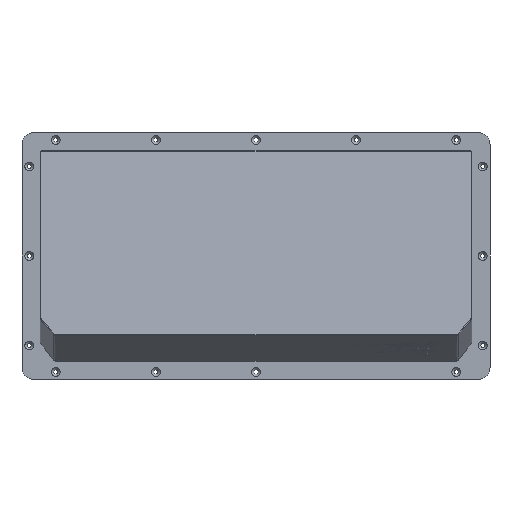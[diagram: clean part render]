
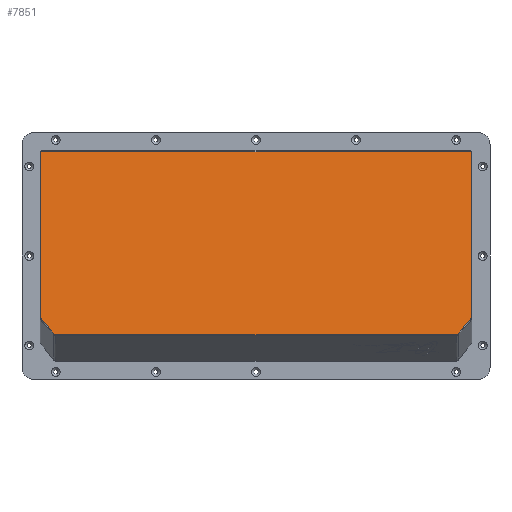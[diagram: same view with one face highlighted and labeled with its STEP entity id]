
A CAD part, front view. The second image highlights one B-rep face of the part: STEP entity #7851.
In plain terms, the highlighted planar face has unit normal (0, -0.99, 0.139).
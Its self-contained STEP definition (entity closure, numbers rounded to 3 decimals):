
#541=PLANE('',#8368);
#609=ELLIPSE('',#8330,1.711,1.5);
#612=ELLIPSE('',#8337,1.711,1.5);
#614=ELLIPSE('',#8342,1.711,1.5);
#616=ELLIPSE('',#8347,0.505,0.5);
#618=ELLIPSE('',#8352,0.505,0.5);
#620=ELLIPSE('',#8357,1.711,1.5);
#753=FACE_OUTER_BOUND('',#1205,.T.);
#1205=EDGE_LOOP('',(#5488,#5489,#5490,#5491,#5492,#5493,#5494,#5495,#5496,
#5497,#5498,#5499));
#2140=LINE('',#12988,#2623);
#2142=LINE('',#13019,#2625);
#2144=LINE('',#13050,#2627);
#2146=LINE('',#13086,#2629);
#2148=LINE('',#13122,#2631);
#2150=LINE('',#13150,#2633);
#2623=VECTOR('',#9054,10.);
#2625=VECTOR('',#9066,10.);
#2627=VECTOR('',#9078,10.);
#2629=VECTOR('',#9090,10.);
#2631=VECTOR('',#9102,10.);
#2633=VECTOR('',#9112,10.);
#3238=VERTEX_POINT('',#12976);
#3239=VERTEX_POINT('',#12978);
#3241=VERTEX_POINT('',#12984);
#3243=VERTEX_POINT('',#13009);
#3245=VERTEX_POINT('',#13015);
#3247=VERTEX_POINT('',#13040);
#3249=VERTEX_POINT('',#13046);
#3251=VERTEX_POINT('',#13076);
#3253=VERTEX_POINT('',#13082);
#3255=VERTEX_POINT('',#13112);
#3257=VERTEX_POINT('',#13118);
#3259=VERTEX_POINT('',#13143);
#4115=EDGE_CURVE('',#3238,#3239,#609,.T.);
#4120=EDGE_CURVE('',#3239,#3241,#2140,.T.);
#4123=EDGE_CURVE('',#3241,#3243,#612,.T.);
#4126=EDGE_CURVE('',#3243,#3245,#2142,.T.);
#4129=EDGE_CURVE('',#3245,#3247,#614,.T.);
#4132=EDGE_CURVE('',#3247,#3249,#2144,.T.);
#4135=EDGE_CURVE('',#3249,#3251,#616,.T.);
#4138=EDGE_CURVE('',#3251,#3253,#2146,.T.);
#4141=EDGE_CURVE('',#3253,#3255,#618,.T.);
#4144=EDGE_CURVE('',#3255,#3257,#2148,.T.);
#4147=EDGE_CURVE('',#3257,#3259,#620,.T.);
#4149=EDGE_CURVE('',#3259,#3238,#2150,.T.);
#5488=ORIENTED_EDGE('',*,*,#4115,.F.);
#5489=ORIENTED_EDGE('',*,*,#4149,.F.);
#5490=ORIENTED_EDGE('',*,*,#4147,.F.);
#5491=ORIENTED_EDGE('',*,*,#4144,.F.);
#5492=ORIENTED_EDGE('',*,*,#4141,.F.);
#5493=ORIENTED_EDGE('',*,*,#4138,.F.);
#5494=ORIENTED_EDGE('',*,*,#4135,.F.);
#5495=ORIENTED_EDGE('',*,*,#4132,.F.);
#5496=ORIENTED_EDGE('',*,*,#4129,.F.);
#5497=ORIENTED_EDGE('',*,*,#4126,.F.);
#5498=ORIENTED_EDGE('',*,*,#4123,.F.);
#5499=ORIENTED_EDGE('',*,*,#4120,.F.);
#7851=ADVANCED_FACE('',(#753),#541,.F.);
#8330=AXIS2_PLACEMENT_3D('',#12979,#9043,#9044);
#8337=AXIS2_PLACEMENT_3D('',#13013,#9059,#9060);
#8342=AXIS2_PLACEMENT_3D('',#13044,#9071,#9072);
#8347=AXIS2_PLACEMENT_3D('',#13080,#9083,#9084);
#8352=AXIS2_PLACEMENT_3D('',#13116,#9095,#9096);
#8357=AXIS2_PLACEMENT_3D('',#13147,#9107,#9108);
#8368=AXIS2_PLACEMENT_3D('',#13177,#9141,#9142);
#9043=DIRECTION('center_axis',(0.,0.99,-0.139));
#9044=DIRECTION('ref_axis',(0.,-0.139,-0.99));
#9054=DIRECTION('',(-1.,0.,0.));
#9059=DIRECTION('center_axis',(0.,0.99,-0.139));
#9060=DIRECTION('ref_axis',(0.,-0.139,-0.99));
#9066=DIRECTION('',(-0.659,0.105,0.745));
#9071=DIRECTION('center_axis',(0.,0.99,-0.139));
#9072=DIRECTION('ref_axis',(0.,-0.139,-0.99));
#9078=DIRECTION('',(0.,0.139,0.99));
#9083=DIRECTION('center_axis',(0.,0.99,-0.139));
#9084=DIRECTION('ref_axis',(0.,0.139,0.99));
#9090=DIRECTION('',(1.,0.,0.));
#9095=DIRECTION('center_axis',(0.,0.99,-0.139));
#9096=DIRECTION('ref_axis',(0.,0.139,0.99));
#9102=DIRECTION('',(0.,-0.139,-0.99));
#9107=DIRECTION('center_axis',(0.,0.99,-0.139));
#9108=DIRECTION('ref_axis',(0.,-0.139,-0.99));
#9112=DIRECTION('',(-0.659,-0.105,-0.745));
#9141=DIRECTION('center_axis',(0.,0.99,-0.139));
#9142=DIRECTION('ref_axis',(0.,0.139,0.99));
#12976=CARTESIAN_POINT('',(303.232,-23.67,-142.528));
#12978=CARTESIAN_POINT('',(302.172,-23.74,-143.024));
#12979=CARTESIAN_POINT('Origin',(302.172,-23.501,-141.33));
#12984=CARTESIAN_POINT('',(27.628,-23.74,-143.024));
#12988=CARTESIAN_POINT('',(90.85,-23.74,-143.024));
#13009=CARTESIAN_POINT('',(26.568,-23.67,-142.528));
#13013=CARTESIAN_POINT('Origin',(27.628,-23.501,-141.33));
#13015=CARTESIAN_POINT('',(17.739,-22.268,-132.556));
#13019=CARTESIAN_POINT('',(39.682,-25.752,-157.34));
#13040=CARTESIAN_POINT('',(17.3,-22.1,-131.358));
#13044=CARTESIAN_POINT('Origin',(18.8,-22.1,-131.358));
#13046=CARTESIAN_POINT('',(17.3,-6.131,-17.73));
#13050=CARTESIAN_POINT('',(17.3,-11.011,-52.455));
#13076=CARTESIAN_POINT('',(17.8,-6.06,-17.23));
#13080=CARTESIAN_POINT('Origin',(17.8,-6.131,-17.73));
#13082=CARTESIAN_POINT('',(312.,-6.06,-17.23));
#13086=CARTESIAN_POINT('',(238.95,-6.06,-17.23));
#13112=CARTESIAN_POINT('',(312.5,-6.131,-17.73));
#13116=CARTESIAN_POINT('Origin',(312.,-6.131,-17.73));
#13118=CARTESIAN_POINT('',(312.5,-22.1,-131.358));
#13122=CARTESIAN_POINT('',(312.5,-20.953,-123.196));
#13143=CARTESIAN_POINT('',(312.061,-22.268,-132.556));
#13147=CARTESIAN_POINT('Origin',(311.,-22.1,-131.358));
#13150=CARTESIAN_POINT('',(284.973,-26.568,-163.152));
#13177=CARTESIAN_POINT('Origin',(164.9,-16.138,-88.938));
